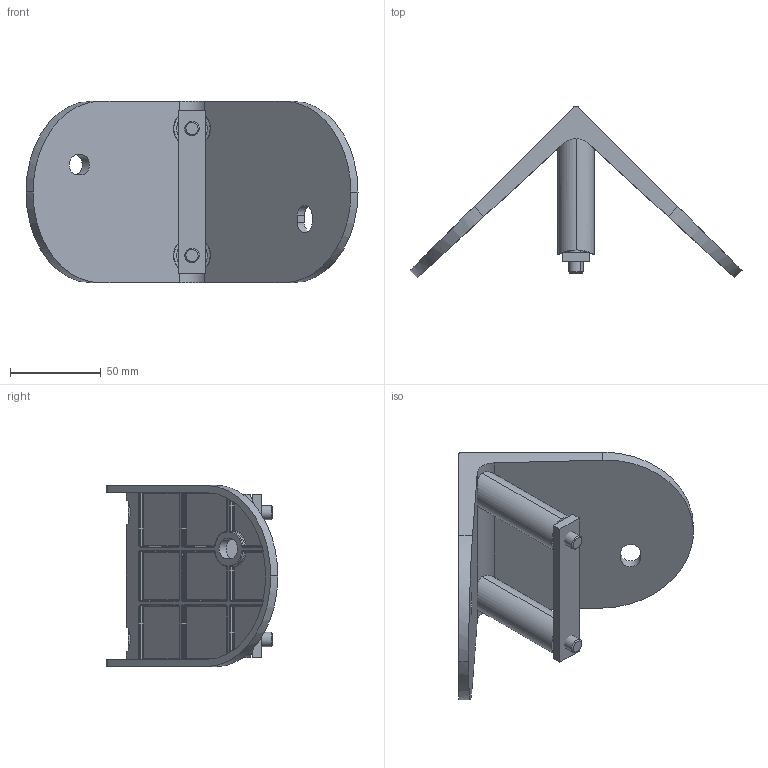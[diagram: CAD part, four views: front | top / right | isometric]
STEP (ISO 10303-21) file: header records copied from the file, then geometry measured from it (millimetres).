
FILE_DESCRIPTION (( 'STEP AP203' ), '1' );
FILE_NAME ('A14-024-IN-B.STEP', '2020-05-22T12:00:41', ( '' ), ( '' ), 'SwSTEP 2.0', 'SolidWorks 2019', '' );
FILE_SCHEMA (( 'CONFIG_CONTROL_DESIGN' ));
Length unit declared in the file: millimetre
Products named in the file (5): A14-024-IN Washer_Vìchoz¡; kotvenie2; Skrutka DIN 7991 ZINK._Skrutka M 8x 80 ; A14-024-IN T5 Plate_Vìchoz¡; A14-024-IN-B
Assembly tree (6 placements, depth 2):
  A14-024-IN-B
    kotvenie2
    Skrutka DIN 7991 ZINK._Skrutka M 8x 80   x2
    A14-024-IN Washer_Vìchoz¡  x2
    A14-024-IN T5 Plate_Vìchoz¡
Bounding box: 183.25 x 94.68 x 100 mm (x, y, z)
Volume: 112988 mm3; surface area: 78314.2 mm2
Topology: 6 solids, 6 shells, 615 faces, 1456 edges, 829 vertices
Faces by surface type: cylinder 287, plane 117, bspline 104, sphere 94, cone 12, torus 1
Entity records: 18819 total; most frequent: CARTESIAN_POINT 5934, ORIENTED_EDGE 2702, DIRECTION 2550, EDGE_CURVE 1351, AXIS2_PLACEMENT_3D 1003, VERTEX_POINT 770, EDGE_LOOP 609, FACE_OUTER_BOUND 592
